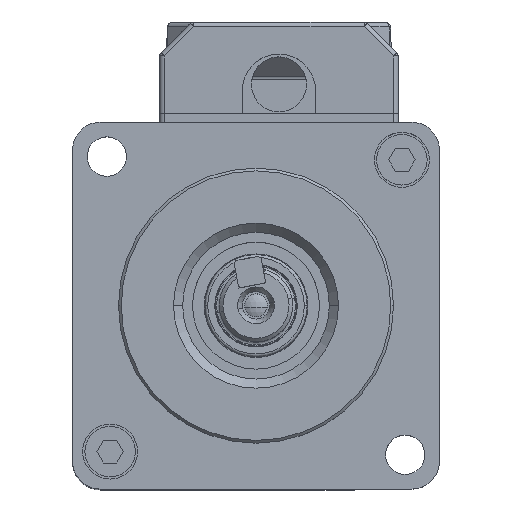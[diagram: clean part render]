
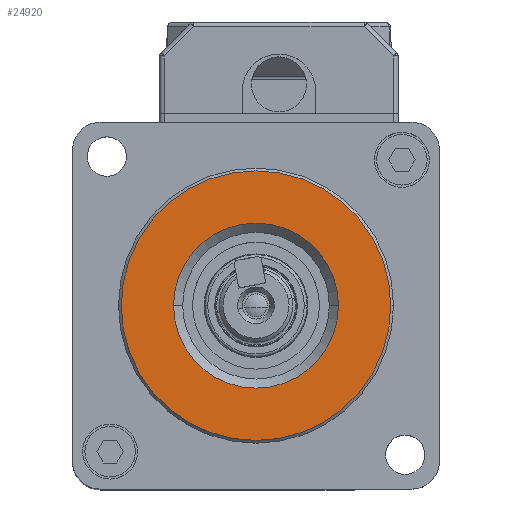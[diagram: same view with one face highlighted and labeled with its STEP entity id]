
A CAD part, top view. The second image highlights one B-rep face of the part: STEP entity #24920.
In plain terms, the highlighted planar face has unit normal (0, 0, 1).
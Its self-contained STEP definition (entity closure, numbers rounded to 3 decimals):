
#258 = CARTESIAN_POINT ( 'NONE',  ( 0., 0., 56.5 ) ) ;
#802 = AXIS2_PLACEMENT_3D ( 'NONE', #14745, #2244, #16854 ) ;
#1162 = DIRECTION ( 'NONE',  ( -1., 0., 0. ) ) ;
#1184 = CARTESIAN_POINT ( 'NONE',  ( 9., 0., 56.5 ) ) ;
#1325 = CARTESIAN_POINT ( 'NONE',  ( 0., 0., 56.5 ) ) ;
#2244 = DIRECTION ( 'NONE',  ( 0., 0., -1. ) ) ;
#2376 = DIRECTION ( 'NONE',  ( -1., 0., 0. ) ) ;
#2637 = DIRECTION ( 'NONE',  ( 0., 0., -1. ) ) ;
#3054 = AXIS2_PLACEMENT_3D ( 'NONE', #258, #14871, #2376 ) ;
#3439 = DIRECTION ( 'NONE',  ( -1., 0., 0. ) ) ;
#4428 = CIRCLE ( 'NONE', #802, 9. ) ;
#4619 = EDGE_LOOP ( 'NONE', ( #26338, #9540 ) ) ;
#6372 = AXIS2_PLACEMENT_3D ( 'NONE', #1325, #15931, #3439 ) ;
#7762 = CARTESIAN_POINT ( 'NONE',  ( -14.7, 0., 56.5 ) ) ;
#8020 = FACE_BOUND ( 'NONE', #4619, .T. ) ;
#8189 = ORIENTED_EDGE ( 'NONE', *, *, #20861, .T. ) ;
#9540 = ORIENTED_EDGE ( 'NONE', *, *, #24386, .T. ) ;
#10465 = VERTEX_POINT ( 'NONE', #17092 ) ;
#13663 = DIRECTION ( 'NONE',  ( 0., 0., 1. ) ) ;
#14745 = CARTESIAN_POINT ( 'NONE',  ( 0., 0., 56.5 ) ) ;
#14871 = DIRECTION ( 'NONE',  ( 0., 0., 1. ) ) ;
#15125 = CARTESIAN_POINT ( 'NONE',  ( 0., 0., 56.5 ) ) ;
#15931 = DIRECTION ( 'NONE',  ( 0., 0., -1. ) ) ;
#16566 = CIRCLE ( 'NONE', #6372, 9. ) ;
#16854 = DIRECTION ( 'NONE',  ( -1., 0., 0. ) ) ;
#17071 = PLANE ( 'NONE',  #18290 ) ;
#17092 = CARTESIAN_POINT ( 'NONE',  ( 14.7, 0., 56.5 ) ) ;
#17232 = VERTEX_POINT ( 'NONE', #7762 ) ;
#17236 = DIRECTION ( 'NONE',  ( -1., 0., 0. ) ) ;
#18290 = AXIS2_PLACEMENT_3D ( 'NONE', #15125, #2637, #17236 ) ;
#18656 = VERTEX_POINT ( 'NONE', #1184 ) ;
#19165 = FACE_OUTER_BOUND ( 'NONE', #19406, .T. ) ;
#19406 = EDGE_LOOP ( 'NONE', ( #8189, #22773 ) ) ;
#19577 = EDGE_CURVE ( 'NONE', #18656, #23233, #4428, .T. ) ;
#20597 = AXIS2_PLACEMENT_3D ( 'NONE', #26289, #13663, #1162 ) ;
#20861 = EDGE_CURVE ( 'NONE', #17232, #10465, #23287, .T. ) ;
#22773 = ORIENTED_EDGE ( 'NONE', *, *, #25093, .T. ) ;
#23233 = VERTEX_POINT ( 'NONE', #25620 ) ;
#23287 = CIRCLE ( 'NONE', #3054, 14.7 ) ;
#23858 = CIRCLE ( 'NONE', #20597, 14.7 ) ;
#24386 = EDGE_CURVE ( 'NONE', #23233, #18656, #16566, .T. ) ;
#24920 = ADVANCED_FACE ( 'NONE', ( #19165, #8020 ), #17071, .F. ) ;
#25093 = EDGE_CURVE ( 'NONE', #10465, #17232, #23858, .T. ) ;
#25620 = CARTESIAN_POINT ( 'NONE',  ( -9., 0., 56.5 ) ) ;
#26289 = CARTESIAN_POINT ( 'NONE',  ( 0., 0., 56.5 ) ) ;
#26338 = ORIENTED_EDGE ( 'NONE', *, *, #19577, .T. ) ;
